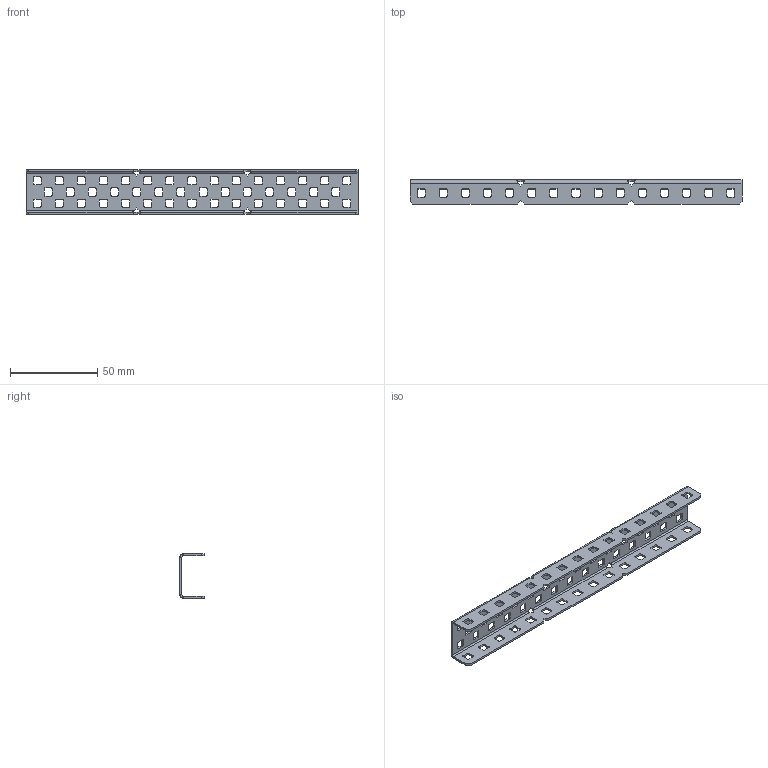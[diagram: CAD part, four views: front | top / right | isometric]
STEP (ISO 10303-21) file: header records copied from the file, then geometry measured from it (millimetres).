
FILE_DESCRIPTION(/* description */ (''),/* implementation_level */ '2;1');
FILE_NAME(/* name */ 'C-Channel 1x2x1x15_MIR.ipt.step',/* time_stamp */ '2020-04-16T23:01:59-04:00',/* author */ ('Jordan'),/* organization */ (''),/* preprocessor_version */ 'ST-DEVELOPER v17',/* originating_system */ 'Autodesk Inventor 2019',/* authorisation */ '');
FILE_SCHEMA (('AUTOMOTIVE_DESIGN { 1 0 10303 214 3 1 1 }'));
Length unit declared in the file: inch
Products named in the file (1): C-Channel 1x2x1x15_MIR
Bounding box: 190.5 x 13.87 x 25.4 mm (x, y, z)
Volume: 9126.6 mm3; surface area: 17775.7 mm2
Topology: 1 solids, 1 shells, 670 faces, 2076 edges, 1406 vertices
Faces by surface type: plane 346, cylinder 308, bspline 16
Entity records: 24711 total; most frequent: CARTESIAN_POINT 4822, DIRECTION 4022, ORIENTED_EDGE 3992, EDGE_CURVE 1996, LINE 1364, VECTOR 1364, AXIS2_PLACEMENT_3D 1329, VERTEX_POINT 1320
